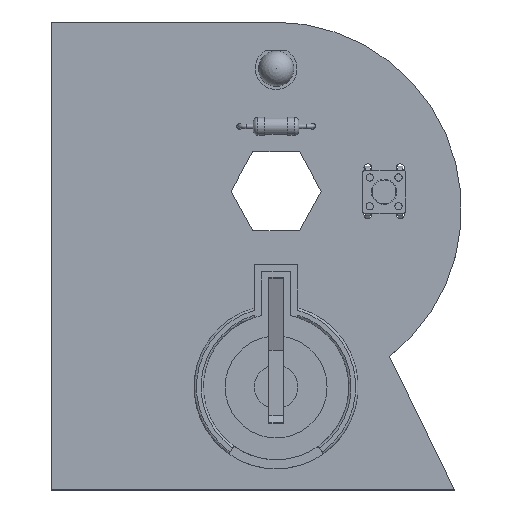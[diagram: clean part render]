
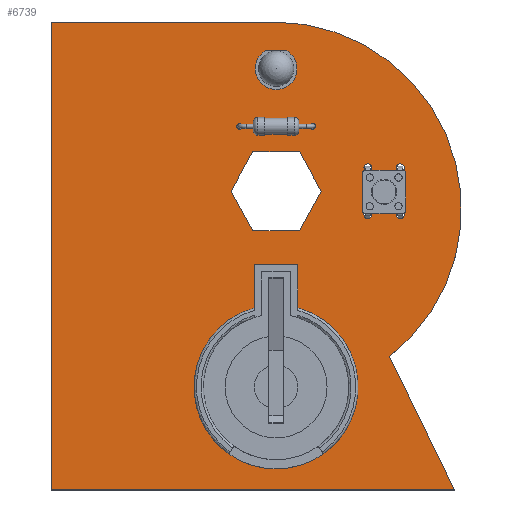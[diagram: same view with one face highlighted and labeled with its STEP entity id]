
A CAD part, top view. The second image highlights one B-rep face of the part: STEP entity #6739.
In plain terms, the highlighted planar face has unit normal (0, 0, 1).
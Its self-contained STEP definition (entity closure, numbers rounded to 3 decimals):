
#6457 = VERTEX_POINT('',#6458);
#6458 = CARTESIAN_POINT('',(161.,-45.,1.6));
#6464 = EDGE_CURVE('',#6457,#6465,#6467,.T.);
#6465 = VERTEX_POINT('',#6466);
#6466 = CARTESIAN_POINT('',(176.997,-91.496,1.6));
#6467 = CIRCLE('',#6468,26.);
#6468 = AXIS2_PLACEMENT_3D('',#6469,#6470,#6471);
#6469 = CARTESIAN_POINT('',(161.,-71.,1.6));
#6470 = DIRECTION('',(0.,0.,-1.));
#6471 = DIRECTION('',(0.,1.,-0.));
#6499 = VERTEX_POINT('',#6500);
#6500 = CARTESIAN_POINT('',(130.,-45.,1.6));
#6506 = EDGE_CURVE('',#6499,#6457,#6507,.T.);
#6507 = LINE('',#6508,#6509);
#6508 = CARTESIAN_POINT('',(130.,-45.,1.6));
#6509 = VECTOR('',#6510,1.);
#6510 = DIRECTION('',(1.,0.,0.));
#6528 = EDGE_CURVE('',#6465,#6529,#6531,.T.);
#6529 = VERTEX_POINT('',#6530);
#6530 = CARTESIAN_POINT('',(186.,-110.,1.6));
#6531 = LINE('',#6532,#6533);
#6532 = CARTESIAN_POINT('',(176.997,-91.496,1.6));
#6533 = VECTOR('',#6534,1.);
#6534 = DIRECTION('',(0.438,-0.899,0.));
#6739 = ADVANCED_FACE('',(#6740,#6759,#6770,#6781,#6792,#6803,#6814,
    #6825,#6875,#6886,#6897,#6908),#6919,.F.);
#6740 = FACE_BOUND('',#6741,.F.);
#6741 = EDGE_LOOP('',(#6742,#6743,#6744,#6752,#6758));
#6742 = ORIENTED_EDGE('',*,*,#6464,.T.);
#6743 = ORIENTED_EDGE('',*,*,#6528,.T.);
#6744 = ORIENTED_EDGE('',*,*,#6745,.T.);
#6745 = EDGE_CURVE('',#6529,#6746,#6748,.T.);
#6746 = VERTEX_POINT('',#6747);
#6747 = CARTESIAN_POINT('',(130.,-110.,1.6));
#6748 = LINE('',#6749,#6750);
#6749 = CARTESIAN_POINT('',(186.,-110.,1.6));
#6750 = VECTOR('',#6751,1.);
#6751 = DIRECTION('',(-1.,0.,0.));
#6752 = ORIENTED_EDGE('',*,*,#6753,.T.);
#6753 = EDGE_CURVE('',#6746,#6499,#6754,.T.);
#6754 = LINE('',#6755,#6756);
#6755 = CARTESIAN_POINT('',(130.,-110.,1.6));
#6756 = VECTOR('',#6757,1.);
#6757 = DIRECTION('',(0.,1.,0.));
#6758 = ORIENTED_EDGE('',*,*,#6506,.T.);
#6759 = FACE_BOUND('',#6760,.F.);
#6760 = EDGE_LOOP('',(#6761));
#6761 = ORIENTED_EDGE('',*,*,#6762,.F.);
#6762 = EDGE_CURVE('',#6763,#6763,#6765,.T.);
#6763 = VERTEX_POINT('',#6764);
#6764 = CARTESIAN_POINT('',(161.25,-101.74,1.6));
#6765 = CIRCLE('',#6766,0.75);
#6766 = AXIS2_PLACEMENT_3D('',#6767,#6768,#6769);
#6767 = CARTESIAN_POINT('',(161.25,-100.99,1.6));
#6768 = DIRECTION('',(-0.,0.,-1.));
#6769 = DIRECTION('',(-0.,-1.,0.));
#6770 = FACE_BOUND('',#6771,.F.);
#6771 = EDGE_LOOP('',(#6772));
#6772 = ORIENTED_EDGE('',*,*,#6773,.F.);
#6773 = EDGE_CURVE('',#6774,#6774,#6776,.T.);
#6774 = VERTEX_POINT('',#6775);
#6775 = CARTESIAN_POINT('',(161.25,-81.25,1.6));
#6776 = CIRCLE('',#6777,0.75);
#6777 = AXIS2_PLACEMENT_3D('',#6778,#6779,#6780);
#6778 = CARTESIAN_POINT('',(161.25,-80.5,1.6));
#6779 = DIRECTION('',(-0.,0.,-1.));
#6780 = DIRECTION('',(-0.,-1.,0.));
#6781 = FACE_BOUND('',#6782,.F.);
#6782 = EDGE_LOOP('',(#6783));
#6783 = ORIENTED_EDGE('',*,*,#6784,.F.);
#6784 = EDGE_CURVE('',#6785,#6785,#6787,.T.);
#6785 = VERTEX_POINT('',#6786);
#6786 = CARTESIAN_POINT('',(178.5,-72.3,1.6));
#6787 = CIRCLE('',#6788,0.55);
#6788 = AXIS2_PLACEMENT_3D('',#6789,#6790,#6791);
#6789 = CARTESIAN_POINT('',(178.5,-71.75,1.6));
#6790 = DIRECTION('',(-0.,0.,-1.));
#6791 = DIRECTION('',(-0.,-1.,0.));
#6792 = FACE_BOUND('',#6793,.F.);
#6793 = EDGE_LOOP('',(#6794));
#6794 = ORIENTED_EDGE('',*,*,#6795,.F.);
#6795 = EDGE_CURVE('',#6796,#6796,#6798,.T.);
#6796 = VERTEX_POINT('',#6797);
#6797 = CARTESIAN_POINT('',(174.,-72.3,1.6));
#6798 = CIRCLE('',#6799,0.55);
#6799 = AXIS2_PLACEMENT_3D('',#6800,#6801,#6802);
#6800 = CARTESIAN_POINT('',(174.,-71.75,1.6));
#6801 = DIRECTION('',(-0.,0.,-1.));
#6802 = DIRECTION('',(-0.,-1.,0.));
#6803 = FACE_BOUND('',#6804,.F.);
#6804 = EDGE_LOOP('',(#6805));
#6805 = ORIENTED_EDGE('',*,*,#6806,.F.);
#6806 = EDGE_CURVE('',#6807,#6807,#6809,.T.);
#6807 = VERTEX_POINT('',#6808);
#6808 = CARTESIAN_POINT('',(178.5,-65.8,1.6));
#6809 = CIRCLE('',#6810,0.55);
#6810 = AXIS2_PLACEMENT_3D('',#6811,#6812,#6813);
#6811 = CARTESIAN_POINT('',(178.5,-65.25,1.6));
#6812 = DIRECTION('',(-0.,0.,-1.));
#6813 = DIRECTION('',(-0.,-1.,0.));
#6814 = FACE_BOUND('',#6815,.F.);
#6815 = EDGE_LOOP('',(#6816));
#6816 = ORIENTED_EDGE('',*,*,#6817,.F.);
#6817 = EDGE_CURVE('',#6818,#6818,#6820,.T.);
#6818 = VERTEX_POINT('',#6819);
#6819 = CARTESIAN_POINT('',(174.,-65.8,1.6));
#6820 = CIRCLE('',#6821,0.55);
#6821 = AXIS2_PLACEMENT_3D('',#6822,#6823,#6824);
#6822 = CARTESIAN_POINT('',(174.,-65.25,1.6));
#6823 = DIRECTION('',(-0.,0.,-1.));
#6824 = DIRECTION('',(-0.,-1.,0.));
#6825 = FACE_BOUND('',#6826,.F.);
#6826 = EDGE_LOOP('',(#6827,#6837,#6845,#6853,#6861,#6869));
#6827 = ORIENTED_EDGE('',*,*,#6828,.T.);
#6828 = EDGE_CURVE('',#6829,#6831,#6833,.T.);
#6829 = VERTEX_POINT('',#6830);
#6830 = CARTESIAN_POINT('',(155.,-68.5,1.6));
#6831 = VERTEX_POINT('',#6832);
#6832 = CARTESIAN_POINT('',(158.,-74.,1.6));
#6833 = LINE('',#6834,#6835);
#6834 = CARTESIAN_POINT('',(155.,-68.5,1.6));
#6835 = VECTOR('',#6836,1.);
#6836 = DIRECTION('',(0.479,-0.878,0.));
#6837 = ORIENTED_EDGE('',*,*,#6838,.T.);
#6838 = EDGE_CURVE('',#6831,#6839,#6841,.T.);
#6839 = VERTEX_POINT('',#6840);
#6840 = CARTESIAN_POINT('',(164.5,-74.,1.6));
#6841 = LINE('',#6842,#6843);
#6842 = CARTESIAN_POINT('',(158.,-74.,1.6));
#6843 = VECTOR('',#6844,1.);
#6844 = DIRECTION('',(1.,0.,0.));
#6845 = ORIENTED_EDGE('',*,*,#6846,.T.);
#6846 = EDGE_CURVE('',#6839,#6847,#6849,.T.);
#6847 = VERTEX_POINT('',#6848);
#6848 = CARTESIAN_POINT('',(167.5,-68.5,1.6));
#6849 = LINE('',#6850,#6851);
#6850 = CARTESIAN_POINT('',(164.5,-74.,1.6));
#6851 = VECTOR('',#6852,1.);
#6852 = DIRECTION('',(0.479,0.878,0.));
#6853 = ORIENTED_EDGE('',*,*,#6854,.T.);
#6854 = EDGE_CURVE('',#6847,#6855,#6857,.T.);
#6855 = VERTEX_POINT('',#6856);
#6856 = CARTESIAN_POINT('',(164.5,-63.,1.6));
#6857 = LINE('',#6858,#6859);
#6858 = CARTESIAN_POINT('',(167.5,-68.5,1.6));
#6859 = VECTOR('',#6860,1.);
#6860 = DIRECTION('',(-0.479,0.878,0.));
#6861 = ORIENTED_EDGE('',*,*,#6862,.T.);
#6862 = EDGE_CURVE('',#6855,#6863,#6865,.T.);
#6863 = VERTEX_POINT('',#6864);
#6864 = CARTESIAN_POINT('',(158.,-63.,1.6));
#6865 = LINE('',#6866,#6867);
#6866 = CARTESIAN_POINT('',(164.5,-63.,1.6));
#6867 = VECTOR('',#6868,1.);
#6868 = DIRECTION('',(-1.,0.,0.));
#6869 = ORIENTED_EDGE('',*,*,#6870,.T.);
#6870 = EDGE_CURVE('',#6863,#6829,#6871,.T.);
#6871 = LINE('',#6872,#6873);
#6872 = CARTESIAN_POINT('',(158.,-63.,1.6));
#6873 = VECTOR('',#6874,1.);
#6874 = DIRECTION('',(-0.479,-0.878,0.));
#6875 = FACE_BOUND('',#6876,.F.);
#6876 = EDGE_LOOP('',(#6877));
#6877 = ORIENTED_EDGE('',*,*,#6878,.F.);
#6878 = EDGE_CURVE('',#6879,#6879,#6881,.T.);
#6879 = VERTEX_POINT('',#6880);
#6880 = CARTESIAN_POINT('',(166.33,-59.9,1.6));
#6881 = CIRCLE('',#6882,0.4);
#6882 = AXIS2_PLACEMENT_3D('',#6883,#6884,#6885);
#6883 = CARTESIAN_POINT('',(166.33,-59.5,1.6));
#6884 = DIRECTION('',(-0.,0.,-1.));
#6885 = DIRECTION('',(0.,-1.,-0.));
#6886 = FACE_BOUND('',#6887,.F.);
#6887 = EDGE_LOOP('',(#6888));
#6888 = ORIENTED_EDGE('',*,*,#6889,.F.);
#6889 = EDGE_CURVE('',#6890,#6890,#6892,.T.);
#6890 = VERTEX_POINT('',#6891);
#6891 = CARTESIAN_POINT('',(161.25,-53.215,1.6));
#6892 = CIRCLE('',#6893,0.45);
#6893 = AXIS2_PLACEMENT_3D('',#6894,#6895,#6896);
#6894 = CARTESIAN_POINT('',(161.25,-52.765,1.6));
#6895 = DIRECTION('',(-0.,0.,-1.));
#6896 = DIRECTION('',(-0.,-1.,0.));
#6897 = FACE_BOUND('',#6898,.F.);
#6898 = EDGE_LOOP('',(#6899));
#6899 = ORIENTED_EDGE('',*,*,#6900,.F.);
#6900 = EDGE_CURVE('',#6901,#6901,#6903,.T.);
#6901 = VERTEX_POINT('',#6902);
#6902 = CARTESIAN_POINT('',(161.25,-50.675,1.6));
#6903 = CIRCLE('',#6904,0.45);
#6904 = AXIS2_PLACEMENT_3D('',#6905,#6906,#6907);
#6905 = CARTESIAN_POINT('',(161.25,-50.225,1.6));
#6906 = DIRECTION('',(-0.,0.,-1.));
#6907 = DIRECTION('',(-0.,-1.,0.));
#6908 = FACE_BOUND('',#6909,.F.);
#6909 = EDGE_LOOP('',(#6910));
#6910 = ORIENTED_EDGE('',*,*,#6911,.F.);
#6911 = EDGE_CURVE('',#6912,#6912,#6914,.T.);
#6912 = VERTEX_POINT('',#6913);
#6913 = CARTESIAN_POINT('',(156.17,-59.9,1.6));
#6914 = CIRCLE('',#6915,0.4);
#6915 = AXIS2_PLACEMENT_3D('',#6916,#6917,#6918);
#6916 = CARTESIAN_POINT('',(156.17,-59.5,1.6));
#6917 = DIRECTION('',(-0.,0.,-1.));
#6918 = DIRECTION('',(0.,-1.,0.));
#6919 = PLANE('',#6920);
#6920 = AXIS2_PLACEMENT_3D('',#6921,#6922,#6923);
#6921 = CARTESIAN_POINT('',(156.177,-79.638,1.6));
#6922 = DIRECTION('',(-0.,-0.,-1.));
#6923 = DIRECTION('',(-1.,0.,0.));
